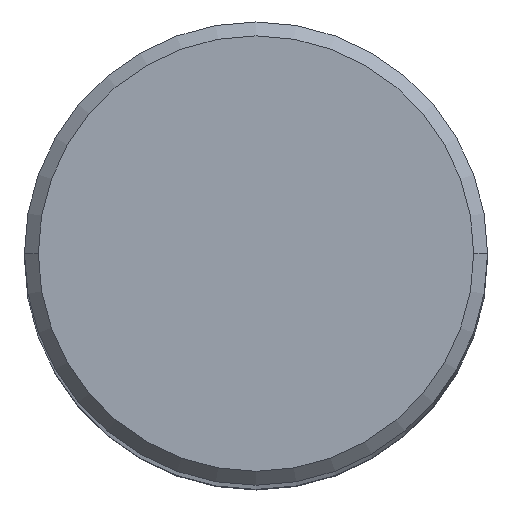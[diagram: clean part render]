
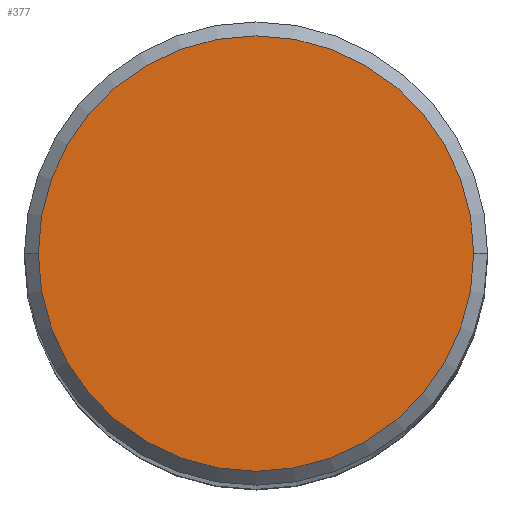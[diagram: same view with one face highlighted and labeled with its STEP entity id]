
A CAD part, top view. The second image highlights one B-rep face of the part: STEP entity #377.
In plain terms, the highlighted planar face has unit normal (0, 0, 1).
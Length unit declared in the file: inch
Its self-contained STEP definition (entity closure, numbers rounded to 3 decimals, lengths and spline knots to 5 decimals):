
#1 = ORIENTED_EDGE ( 'NONE', *, *, #239, .T. ) ;
#27 = CIRCLE ( 'NONE', #73, 0.235 ) ;
#35 = VERTEX_POINT ( 'NONE', #247 ) ;
#58 = DIRECTION ( 'NONE',  ( 0., 0., 1. ) ) ;
#72 = CARTESIAN_POINT ( 'NONE',  ( 0., 0., 3. ) ) ;
#73 = AXIS2_PLACEMENT_3D ( 'NONE', #91, #58, #296 ) ;
#74 = AXIS2_PLACEMENT_3D ( 'NONE', #167, #292, #287 ) ;
#91 = CARTESIAN_POINT ( 'NONE',  ( 0., 0., 3. ) ) ;
#103 = DIRECTION ( 'NONE',  ( 0., 0., 1. ) ) ;
#148 = FACE_OUTER_BOUND ( 'NONE', #306, .T. ) ;
#161 = ORIENTED_EDGE ( 'NONE', *, *, #178, .T. ) ;
#167 = CARTESIAN_POINT ( 'NONE',  ( 0., 0., 3. ) ) ;
#178 = EDGE_CURVE ( 'NONE', #398, #35, #27, .T. ) ;
#228 = CIRCLE ( 'NONE', #324, 0.235 ) ;
#230 = PLANE ( 'NONE',  #74 ) ;
#239 = EDGE_CURVE ( 'NONE', #35, #398, #228, .T. ) ;
#247 = CARTESIAN_POINT ( 'NONE',  ( 0.235, 0., 3. ) ) ;
#287 = DIRECTION ( 'NONE',  ( 1., 0., 0. ) ) ;
#292 = DIRECTION ( 'NONE',  ( 0., 0., 1. ) ) ;
#296 = DIRECTION ( 'NONE',  ( 1., 0., 0. ) ) ;
#306 = EDGE_LOOP ( 'NONE', ( #161, #1 ) ) ;
#324 = AXIS2_PLACEMENT_3D ( 'NONE', #72, #103, #374 ) ;
#374 = DIRECTION ( 'NONE',  ( 1., 0., 0. ) ) ;
#377 = ADVANCED_FACE ( 'NONE', ( #148 ), #230, .T. ) ;
#391 = CARTESIAN_POINT ( 'NONE',  ( -0.235, 0., 3. ) ) ;
#398 = VERTEX_POINT ( 'NONE', #391 ) ;
